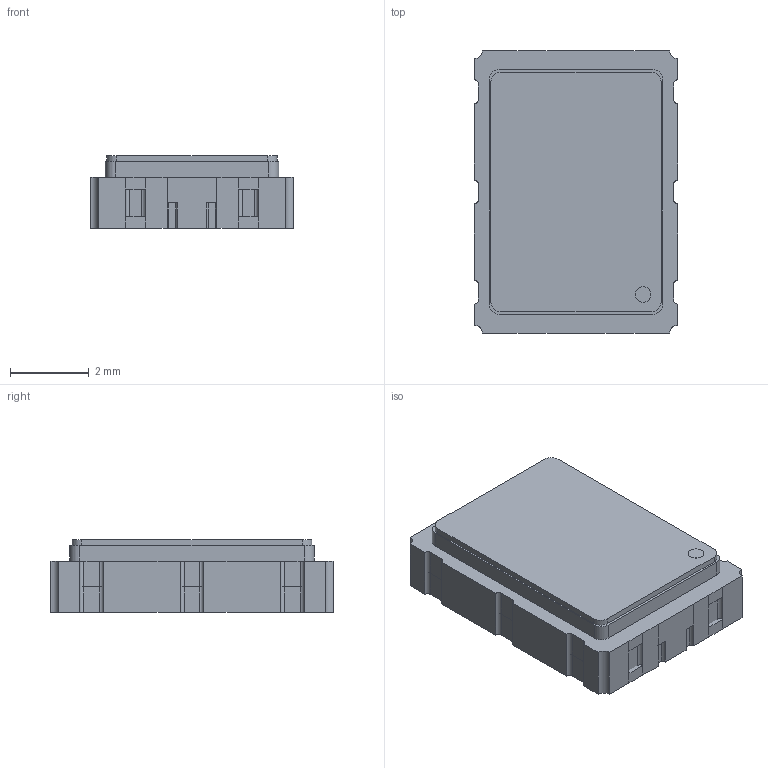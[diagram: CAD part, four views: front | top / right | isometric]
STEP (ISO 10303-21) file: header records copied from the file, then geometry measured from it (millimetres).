
FILE_DESCRIPTION(/* description */ (''),/* implementation_level */ '2;1');
FILE_NAME(/* name */ 'OSC_IDT_CD10.stp',/* time_stamp */ '2016-02-18T13:33:43+01:00',/* author */ ('riccim'),/* organization */ (''),/* preprocessor_version */ 'ST-DEVELOPER v15.5',/* originating_system */ 'AutoCAD Mechanical',/* authorisation */ '');
FILE_SCHEMA (('AUTOMOTIVE_DESIGN { 1 0 10303 214 3 1 1 }'));
Length unit declared in the file: millimetre
Products named in the file (1): Product
Bounding box: 5.15 x 7.15 x 1.85 mm (x, y, z)
Volume: 61.9 mm3; surface area: 294.1 mm2
Topology: 18 solids, 18 shells, 254 faces, 620 edges, 403 vertices
Faces by surface type: plane 210, cylinder 44
Full cylindrical faces by diameter (mm): 0.4 x2
Entity records: 7363 total; most frequent: CARTESIAN_POINT 1276, ORIENTED_EDGE 1236, DIRECTION 1216, EDGE_CURVE 618, LINE 530, VECTOR 530, VERTEX_POINT 403, AXIS2_PLACEMENT_3D 343
